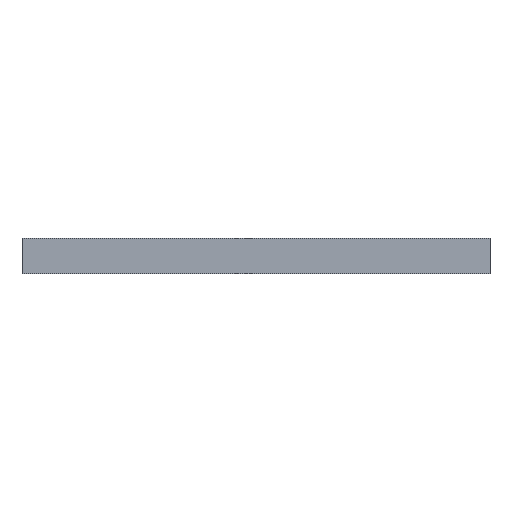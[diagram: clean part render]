
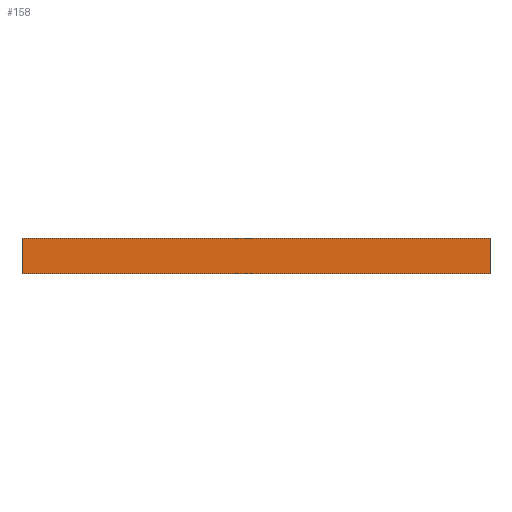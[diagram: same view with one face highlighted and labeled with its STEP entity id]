
A CAD part, left-side view. The second image highlights one B-rep face of the part: STEP entity #158.
In plain terms, the highlighted planar face has unit normal (-1, 0, 0).
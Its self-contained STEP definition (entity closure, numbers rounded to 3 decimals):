
#15 = LINE ( 'NONE', #720, #318 ) ;
#78 = EDGE_CURVE ( 'NONE', #905, #590, #516, .T. ) ;
#91 = DIRECTION ( 'NONE',  ( 0., -1., 0. ) ) ;
#143 = ORIENTED_EDGE ( 'NONE', *, *, #1039, .F. ) ;
#158 = ADVANCED_FACE ( 'NONE', ( #946 ), #691, .F. ) ;
#182 = DIRECTION ( 'NONE',  ( 0., 0., -1. ) ) ;
#221 = CARTESIAN_POINT ( 'NONE',  ( -32.5, 20., 0. ) ) ;
#278 = EDGE_CURVE ( 'NONE', #905, #796, #524, .T. ) ;
#290 = EDGE_LOOP ( 'NONE', ( #409, #143, #1016, #639 ) ) ;
#318 = VECTOR ( 'NONE', #472, 1000. ) ;
#398 = AXIS2_PLACEMENT_3D ( 'NONE', #506, #837, #853 ) ;
#409 = ORIENTED_EDGE ( 'NONE', *, *, #821, .T. ) ;
#472 = DIRECTION ( 'NONE',  ( 0., -1., 0. ) ) ;
#494 = VECTOR ( 'NONE', #571, 1000. ) ;
#506 = CARTESIAN_POINT ( 'NONE',  ( -32.5, 20., 3. ) ) ;
#516 = LINE ( 'NONE', #1034, #699 ) ;
#524 = LINE ( 'NONE', #688, #776 ) ;
#571 = DIRECTION ( 'NONE',  ( 0., 0., -1. ) ) ;
#590 = VERTEX_POINT ( 'NONE', #221 ) ;
#639 = ORIENTED_EDGE ( 'NONE', *, *, #78, .T. ) ;
#688 = CARTESIAN_POINT ( 'NONE',  ( -32.5, 20., 3. ) ) ;
#691 = PLANE ( 'NONE',  #398 ) ;
#699 = VECTOR ( 'NONE', #182, 1000. ) ;
#705 = VERTEX_POINT ( 'NONE', #1101 ) ;
#720 = CARTESIAN_POINT ( 'NONE',  ( -32.5, 20., 0. ) ) ;
#748 = LINE ( 'NONE', #1090, #494 ) ;
#776 = VECTOR ( 'NONE', #91, 1000. ) ;
#796 = VERTEX_POINT ( 'NONE', #962 ) ;
#821 = EDGE_CURVE ( 'NONE', #590, #705, #15, .T. ) ;
#837 = DIRECTION ( 'NONE',  ( 1., 0., 0. ) ) ;
#853 = DIRECTION ( 'NONE',  ( 0., 1., 0. ) ) ;
#879 = CARTESIAN_POINT ( 'NONE',  ( -32.5, 20., 3. ) ) ;
#905 = VERTEX_POINT ( 'NONE', #879 ) ;
#946 = FACE_OUTER_BOUND ( 'NONE', #290, .T. ) ;
#962 = CARTESIAN_POINT ( 'NONE',  ( -32.5, -20., 3. ) ) ;
#1016 = ORIENTED_EDGE ( 'NONE', *, *, #278, .F. ) ;
#1034 = CARTESIAN_POINT ( 'NONE',  ( -32.5, 20., 3. ) ) ;
#1039 = EDGE_CURVE ( 'NONE', #796, #705, #748, .T. ) ;
#1090 = CARTESIAN_POINT ( 'NONE',  ( -32.5, -20., 3. ) ) ;
#1101 = CARTESIAN_POINT ( 'NONE',  ( -32.5, -20., 0. ) ) ;
